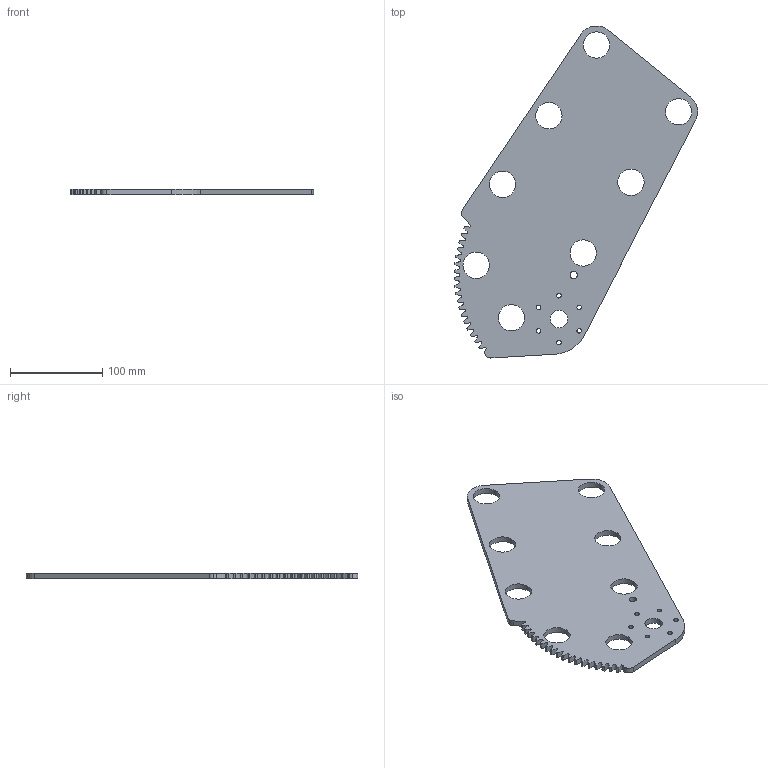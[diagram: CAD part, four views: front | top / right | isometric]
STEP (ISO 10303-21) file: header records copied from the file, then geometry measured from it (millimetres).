
FILE_DESCRIPTION (( 'STEP AP214' ), '1' );
FILE_NAME ('599-24-season-StV3-P-1003.STEP', '2024-08-20T22:27:24', ( '' ), ( '' ), 'SwSTEP 2.0', 'SolidWorks 2024', '' );
FILE_SCHEMA (( 'AUTOMOTIVE_DESIGN' ));
Length unit declared in the file: inch
Products named in the file (1): 599-24-season-StV3-P-1003
Bounding box: 263.88 x 360.25 x 6.35 mm (x, y, z)
Volume: 317069.9 mm3; surface area: 112931.7 mm2
Topology: 1 solids, 1 shells, 84 faces, 298 edges, 216 vertices
Faces by surface type: cylinder 57, bspline 19, plane 8
Entity records: 8833 total; most frequent: CARTESIAN_POINT 6266, ORIENTED_EDGE 596, DIRECTION 454, EDGE_CURVE 298, VERTEX_POINT 216, AXIS2_PLACEMENT_3D 180, EDGE_LOOP 116, CIRCLE 114
